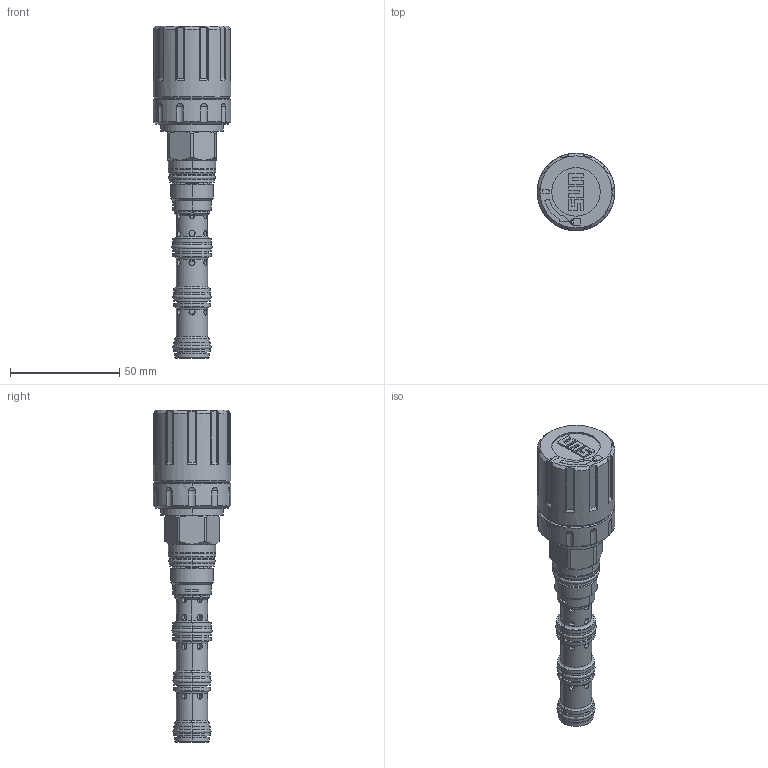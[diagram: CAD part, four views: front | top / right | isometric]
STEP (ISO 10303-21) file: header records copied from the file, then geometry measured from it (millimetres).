
FILE_DESCRIPTION((''),'2;1');
FILE_NAME('DNDM-LNN_PRT','2015-01-21T',('Administrator'),(''),'PRO/ENGINEER BY PARAMETRIC TECHNOLOGY CORPORATION, 2006240','PRO/ENGINEER BY PARAMETRIC TECHNOLOGY CORPORATION, 2006240','');
FILE_SCHEMA(('CONFIG_CONTROL_DESIGN'));
Length unit declared in the file: inch
Products named in the file (1): DNDM-LNN_PRT
Bounding box: 35.56 x 35.56 x 152.22 mm (x, y, z)
Volume: 45488.4 mm3; surface area: 34358.4 mm2
Topology: 7 solids, 7 shells, 867 faces, 2227 edges, 1416 vertices
Faces by surface type: cylinder 391, plane 207, torus 150, cone 71, bspline 18, revolution 16, sphere 14
Entity records: 33812 total; most frequent: CARTESIAN_POINT 12855, ORIENTED_EDGE 4454, DIRECTION 4330, EDGE_CURVE 2227, AXIS2_PLACEMENT_3D 1819, VERTEX_POINT 1416, EDGE_LOOP 993, CIRCLE 986
